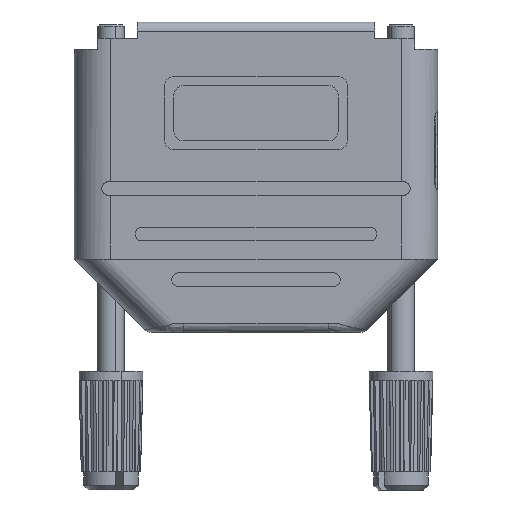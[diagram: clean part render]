
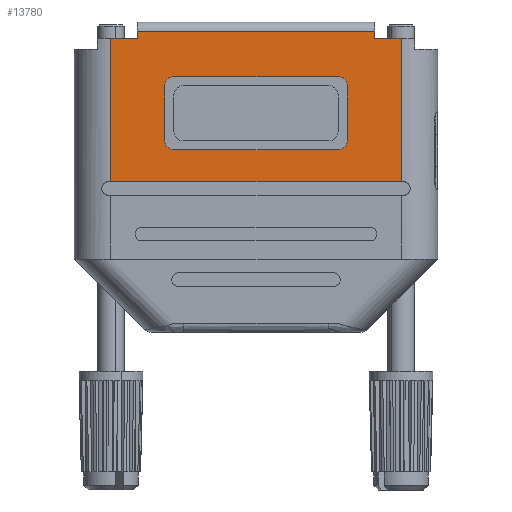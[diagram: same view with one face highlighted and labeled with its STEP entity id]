
A CAD part, front view. The second image highlights one B-rep face of the part: STEP entity #13780.
In plain terms, the highlighted planar face has unit normal (0, -1, 0).
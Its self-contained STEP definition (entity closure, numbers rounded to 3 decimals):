
#162 = CARTESIAN_POINT ( 'NONE',  ( 32.8, 0., -10. ) ) ;
#342 = DIRECTION ( 'NONE',  ( 0., 0., -1. ) ) ;
#463 = FACE_OUTER_BOUND ( 'NONE', #12115, .T. ) ;
#693 = DIRECTION ( 'NONE',  ( 0., -1., 0. ) ) ;
#811 = EDGE_CURVE ( 'NONE', #18286, #9559, #7975, .T. ) ;
#847 = EDGE_CURVE ( 'NONE', #14148, #8041, #18831, .T. ) ;
#1168 = CARTESIAN_POINT ( 'NONE',  ( 50.8, 0., -11. ) ) ;
#1176 = CARTESIAN_POINT ( 'NONE',  ( 32.8, 0., -3. ) ) ;
#1272 = ORIENTED_EDGE ( 'NONE', *, *, #15162, .F. ) ;
#1359 = ORIENTED_EDGE ( 'NONE', *, *, #11544, .T. ) ;
#1380 = CARTESIAN_POINT ( 'NONE',  ( 32.8, 0., -11. ) ) ;
#1396 = VECTOR ( 'NONE', #12712, 1000. ) ;
#1585 = VERTEX_POINT ( 'NONE', #2691 ) ;
#1668 = VERTEX_POINT ( 'NONE', #15025 ) ;
#2011 = CARTESIAN_POINT ( 'NONE',  ( 50.8, 0., -4. ) ) ;
#2032 = AXIS2_PLACEMENT_3D ( 'NONE', #11410, #17729, #16014 ) ;
#2228 = DIRECTION ( 'NONE',  ( 1., 0., 0. ) ) ;
#2419 = ORIENTED_EDGE ( 'NONE', *, *, #12720, .F. ) ;
#2425 = EDGE_CURVE ( 'NONE', #9559, #15698, #6969, .T. ) ;
#2691 = CARTESIAN_POINT ( 'NONE',  ( 54.8, 0., 1.2 ) ) ;
#2809 = ORIENTED_EDGE ( 'NONE', *, *, #8544, .F. ) ;
#3007 = VERTEX_POINT ( 'NONE', #7718 ) ;
#3499 = CARTESIAN_POINT ( 'NONE',  ( 51.8, 0., -4. ) ) ;
#4120 = DIRECTION ( 'NONE',  ( 0., 0., 1. ) ) ;
#4186 = DIRECTION ( 'NONE',  ( 0., 0., -1. ) ) ;
#4251 = EDGE_CURVE ( 'NONE', #15698, #12511, #8660, .T. ) ;
#4297 = ORIENTED_EDGE ( 'NONE', *, *, #8185, .T. ) ;
#4355 = CARTESIAN_POINT ( 'NONE',  ( 32.8, 0., -3. ) ) ;
#4422 = VERTEX_POINT ( 'NONE', #8998 ) ;
#4540 = LINE ( 'NONE', #12165, #6734 ) ;
#4741 = CARTESIAN_POINT ( 'NONE',  ( 25.9, 0., -23. ) ) ;
#4788 = DIRECTION ( 'NONE',  ( 0., -1., 0. ) ) ;
#5068 = VERTEX_POINT ( 'NONE', #1176 ) ;
#5164 = CARTESIAN_POINT ( 'NONE',  ( 50.8, 0., -10. ) ) ;
#5269 = EDGE_CURVE ( 'NONE', #11876, #18286, #19249, .T. ) ;
#5385 = CARTESIAN_POINT ( 'NONE',  ( 57.7, 0., 1.2 ) ) ;
#5416 = VECTOR ( 'NONE', #17412, 1000. ) ;
#5603 = LINE ( 'NONE', #11806, #17487 ) ;
#5699 = CARTESIAN_POINT ( 'NONE',  ( 28.8, 0., 2. ) ) ;
#5749 = CARTESIAN_POINT ( 'NONE',  ( 51.8, 0., -10. ) ) ;
#5898 = EDGE_CURVE ( 'NONE', #12935, #4422, #9942, .T. ) ;
#6116 = ORIENTED_EDGE ( 'NONE', *, *, #14417, .F. ) ;
#6382 = DIRECTION ( 'NONE',  ( 0., 0., -1. ) ) ;
#6452 = CARTESIAN_POINT ( 'NONE',  ( 32.8, 0., -4. ) ) ;
#6526 = VECTOR ( 'NONE', #18592, 1000. ) ;
#6576 = ORIENTED_EDGE ( 'NONE', *, *, #13566, .F. ) ;
#6583 = LINE ( 'NONE', #15710, #1396 ) ;
#6699 = ORIENTED_EDGE ( 'NONE', *, *, #5269, .F. ) ;
#6734 = VECTOR ( 'NONE', #16592, 1000. ) ;
#6752 = CARTESIAN_POINT ( 'NONE',  ( 25.65, 0., -14.5 ) ) ;
#6838 = EDGE_CURVE ( 'NONE', #12935, #1585, #4540, .T. ) ;
#6969 = LINE ( 'NONE', #19224, #17873 ) ;
#6980 = FACE_BOUND ( 'NONE', #16888, .T. ) ;
#7143 = EDGE_CURVE ( 'NONE', #1585, #7897, #17514, .T. ) ;
#7483 = ORIENTED_EDGE ( 'NONE', *, *, #4251, .F. ) ;
#7705 = AXIS2_PLACEMENT_3D ( 'NONE', #2011, #693, #16257 ) ;
#7718 = CARTESIAN_POINT ( 'NONE',  ( 25.9, 0., 1.2 ) ) ;
#7873 = LINE ( 'NONE', #12388, #15830 ) ;
#7897 = VERTEX_POINT ( 'NONE', #5385 ) ;
#7975 = CIRCLE ( 'NONE', #15017, 1. ) ;
#8041 = VERTEX_POINT ( 'NONE', #16596 ) ;
#8055 = CARTESIAN_POINT ( 'NONE',  ( 57.7, 0., -14.5 ) ) ;
#8185 = EDGE_CURVE ( 'NONE', #4422, #10130, #7873, .T. ) ;
#8537 = CARTESIAN_POINT ( 'NONE',  ( 57.7, 0., -23. ) ) ;
#8544 = EDGE_CURVE ( 'NONE', #3007, #10130, #6583, .T. ) ;
#8660 = CIRCLE ( 'NONE', #7705, 1. ) ;
#8815 = DIRECTION ( 'NONE',  ( -1., 0., 0. ) ) ;
#8844 = ORIENTED_EDGE ( 'NONE', *, *, #6838, .F. ) ;
#8998 = CARTESIAN_POINT ( 'NONE',  ( 28.8, 0., 2. ) ) ;
#9559 = VERTEX_POINT ( 'NONE', #5749 ) ;
#9720 = AXIS2_PLACEMENT_3D ( 'NONE', #162, #4788, #6382 ) ;
#9942 = LINE ( 'NONE', #5699, #14485 ) ;
#10130 = VERTEX_POINT ( 'NONE', #10540 ) ;
#10540 = CARTESIAN_POINT ( 'NONE',  ( 28.8, 0., 1.2 ) ) ;
#10803 = ORIENTED_EDGE ( 'NONE', *, *, #5898, .T. ) ;
#10984 = VECTOR ( 'NONE', #14520, 1000. ) ;
#11081 = ORIENTED_EDGE ( 'NONE', *, *, #811, .F. ) ;
#11382 = VERTEX_POINT ( 'NONE', #15273 ) ;
#11410 = CARTESIAN_POINT ( 'NONE',  ( 0., 0., -23. ) ) ;
#11544 = EDGE_CURVE ( 'NONE', #14148, #7897, #19193, .T. ) ;
#11638 = CIRCLE ( 'NONE', #9720, 1. ) ;
#11806 = CARTESIAN_POINT ( 'NONE',  ( 31.8, 0., -4. ) ) ;
#11876 = VERTEX_POINT ( 'NONE', #1380 ) ;
#12115 = EDGE_LOOP ( 'NONE', ( #8844, #10803, #4297, #2809, #6116, #19457, #1359, #16549 ) ) ;
#12165 = CARTESIAN_POINT ( 'NONE',  ( 54.8, 0., 3. ) ) ;
#12388 = CARTESIAN_POINT ( 'NONE',  ( 28.8, 0., 3. ) ) ;
#12511 = VERTEX_POINT ( 'NONE', #13011 ) ;
#12613 = AXIS2_PLACEMENT_3D ( 'NONE', #6452, #16905, #18213 ) ;
#12712 = DIRECTION ( 'NONE',  ( 1., 0., 0. ) ) ;
#12720 = EDGE_CURVE ( 'NONE', #12511, #5068, #13293, .T. ) ;
#12935 = VERTEX_POINT ( 'NONE', #18823 ) ;
#13011 = CARTESIAN_POINT ( 'NONE',  ( 50.8, 0., -3. ) ) ;
#13293 = LINE ( 'NONE', #4355, #13837 ) ;
#13566 = EDGE_CURVE ( 'NONE', #1668, #11876, #11638, .T. ) ;
#13780 = ADVANCED_FACE ( 'NONE', ( #6980, #463 ), #19044, .F. ) ;
#13837 = VECTOR ( 'NONE', #19435, 1000. ) ;
#14004 = EDGE_CURVE ( 'NONE', #5068, #11382, #14215, .T. ) ;
#14148 = VERTEX_POINT ( 'NONE', #8055 ) ;
#14215 = CIRCLE ( 'NONE', #12613, 1. ) ;
#14417 = EDGE_CURVE ( 'NONE', #8041, #3007, #16671, .T. ) ;
#14485 = VECTOR ( 'NONE', #8815, 1000. ) ;
#14520 = DIRECTION ( 'NONE',  ( 1., 0., 0. ) ) ;
#14625 = CARTESIAN_POINT ( 'NONE',  ( 32.8, 0., -11. ) ) ;
#14848 = VECTOR ( 'NONE', #4120, 1000. ) ;
#15017 = AXIS2_PLACEMENT_3D ( 'NONE', #5164, #15696, #342 ) ;
#15025 = CARTESIAN_POINT ( 'NONE',  ( 31.8, 0., -10. ) ) ;
#15162 = EDGE_CURVE ( 'NONE', #11382, #1668, #5603, .T. ) ;
#15273 = CARTESIAN_POINT ( 'NONE',  ( 31.8, 0., -4. ) ) ;
#15696 = DIRECTION ( 'NONE',  ( 0., -1., 0. ) ) ;
#15698 = VERTEX_POINT ( 'NONE', #3499 ) ;
#15710 = CARTESIAN_POINT ( 'NONE',  ( 25.9, 0., 1.2 ) ) ;
#15830 = VECTOR ( 'NONE', #18522, 1000. ) ;
#15982 = CARTESIAN_POINT ( 'NONE',  ( 25.9, 0., 1.2 ) ) ;
#16014 = DIRECTION ( 'NONE',  ( 0., 0., 1. ) ) ;
#16210 = DIRECTION ( 'NONE',  ( 0., 0., 1. ) ) ;
#16257 = DIRECTION ( 'NONE',  ( 0., 0., -1. ) ) ;
#16549 = ORIENTED_EDGE ( 'NONE', *, *, #7143, .F. ) ;
#16592 = DIRECTION ( 'NONE',  ( 0., 0., -1. ) ) ;
#16596 = CARTESIAN_POINT ( 'NONE',  ( 25.9, 0., -14.5 ) ) ;
#16671 = LINE ( 'NONE', #4741, #6526 ) ;
#16888 = EDGE_LOOP ( 'NONE', ( #6699, #6576, #1272, #18090, #2419, #7483, #16937, #11081 ) ) ;
#16905 = DIRECTION ( 'NONE',  ( 0., -1., 0. ) ) ;
#16937 = ORIENTED_EDGE ( 'NONE', *, *, #2425, .F. ) ;
#17412 = DIRECTION ( 'NONE',  ( -1., 0., 0. ) ) ;
#17487 = VECTOR ( 'NONE', #4186, 1000. ) ;
#17514 = LINE ( 'NONE', #15982, #18296 ) ;
#17729 = DIRECTION ( 'NONE',  ( 0., 1., 0. ) ) ;
#17873 = VECTOR ( 'NONE', #16210, 1000. ) ;
#18090 = ORIENTED_EDGE ( 'NONE', *, *, #14004, .F. ) ;
#18213 = DIRECTION ( 'NONE',  ( 0., 0., -1. ) ) ;
#18286 = VERTEX_POINT ( 'NONE', #1168 ) ;
#18296 = VECTOR ( 'NONE', #2228, 1000. ) ;
#18522 = DIRECTION ( 'NONE',  ( 0., 0., -1. ) ) ;
#18592 = DIRECTION ( 'NONE',  ( 0., 0., 1. ) ) ;
#18823 = CARTESIAN_POINT ( 'NONE',  ( 54.8, 0., 2. ) ) ;
#18831 = LINE ( 'NONE', #6752, #5416 ) ;
#19044 = PLANE ( 'NONE',  #2032 ) ;
#19193 = LINE ( 'NONE', #8537, #14848 ) ;
#19224 = CARTESIAN_POINT ( 'NONE',  ( 51.8, 0., -4. ) ) ;
#19249 = LINE ( 'NONE', #14625, #10984 ) ;
#19435 = DIRECTION ( 'NONE',  ( -1., 0., 0. ) ) ;
#19457 = ORIENTED_EDGE ( 'NONE', *, *, #847, .F. ) ;
